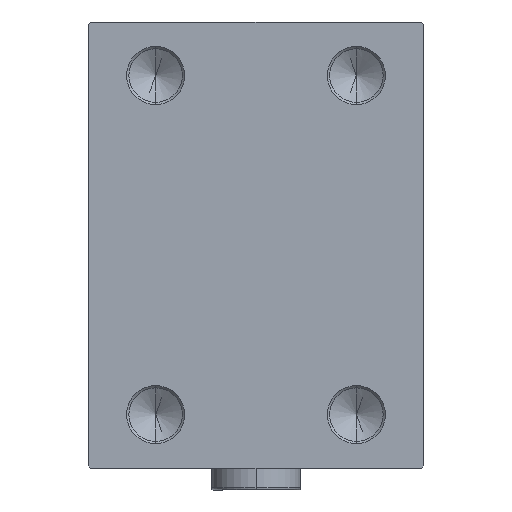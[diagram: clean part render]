
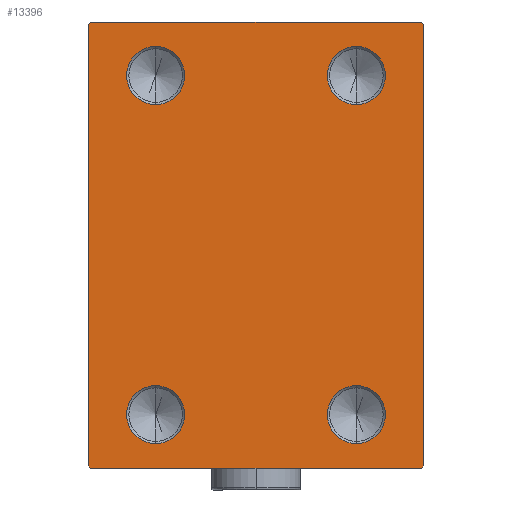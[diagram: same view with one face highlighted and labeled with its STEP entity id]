
A CAD part, left-side view. The second image highlights one B-rep face of the part: STEP entity #13396.
In plain terms, the highlighted face is planar.
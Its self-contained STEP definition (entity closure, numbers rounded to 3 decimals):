
#260 = EDGE_LOOP ( 'NONE', ( #38508, #45463 ) ) ;
#320 = VECTOR ( 'NONE', #45738, 1000. ) ;
#437 = VERTEX_POINT ( 'NONE', #18042 ) ;
#1031 = VECTOR ( 'NONE', #20676, 1000. ) ;
#1352 = LINE ( 'NONE', #21168, #320 ) ;
#1687 = ORIENTED_EDGE ( 'NONE', *, *, #18266, .T. ) ;
#1725 = DIRECTION ( 'NONE',  ( 0., 0., -1. ) ) ;
#1753 = DIRECTION ( 'NONE',  ( 0., 1., 0. ) ) ;
#2082 = DIRECTION ( 'NONE',  ( 1., 0., 0. ) ) ;
#2322 = CARTESIAN_POINT ( 'NONE',  ( 98., 22.5, 38. ) ) ;
#3842 = CARTESIAN_POINT ( 'NONE',  ( 98., 0., 0. ) ) ;
#5344 = VECTOR ( 'NONE', #1753, 1000. ) ;
#5532 = LINE ( 'NONE', #16404, #5344 ) ;
#5975 = DIRECTION ( 'NONE',  ( 0., 0., -1. ) ) ;
#6796 = LINE ( 'NONE', #32089, #22842 ) ;
#6964 = CARTESIAN_POINT ( 'NONE',  ( 98., 37.5, -50. ) ) ;
#7382 = FACE_BOUND ( 'NONE', #20524, .T. ) ;
#7827 = CARTESIAN_POINT ( 'NONE',  ( 98., -22.5, 31.5 ) ) ;
#8030 = VERTEX_POINT ( 'NONE', #18494 ) ;
#8472 = EDGE_CURVE ( 'NONE', #19199, #15996, #38486, .T. ) ;
#9066 = AXIS2_PLACEMENT_3D ( 'NONE', #30475, #15832, #22691 ) ;
#9262 = ORIENTED_EDGE ( 'NONE', *, *, #32877, .F. ) ;
#9827 = AXIS2_PLACEMENT_3D ( 'NONE', #42665, #10283, #18087 ) ;
#10050 = CARTESIAN_POINT ( 'NONE',  ( 98., 22.5, -44.5 ) ) ;
#10283 = DIRECTION ( 'NONE',  ( 1., 0., 0. ) ) ;
#11106 = CARTESIAN_POINT ( 'NONE',  ( 98., 37.5, -49.5 ) ) ;
#11451 = VERTEX_POINT ( 'NONE', #20607 ) ;
#11622 = CIRCLE ( 'NONE', #41072, 6.5 ) ;
#12042 = EDGE_LOOP ( 'NONE', ( #44728, #20840 ) ) ;
#12260 = EDGE_LOOP ( 'NONE', ( #17916, #39108, #43515, #28892, #40475, #30735, #1687, #31915 ) ) ;
#12409 = VERTEX_POINT ( 'NONE', #29578 ) ;
#13194 = DIRECTION ( 'NONE',  ( 0., 0., -1. ) ) ;
#13396 = ADVANCED_FACE ( 'NONE', ( #24880, #7382, #46609, #39522, #29353 ), #14232, .T. ) ;
#13607 = VERTEX_POINT ( 'NONE', #35148 ) ;
#14232 = PLANE ( 'NONE',  #40136 ) ;
#14272 = LINE ( 'NONE', #43107, #26328 ) ;
#14761 = EDGE_CURVE ( 'NONE', #11451, #28420, #6796, .T. ) ;
#14817 = VECTOR ( 'NONE', #45572, 1000. ) ;
#15832 = DIRECTION ( 'NONE',  ( 1., 0., 0. ) ) ;
#15996 = VERTEX_POINT ( 'NONE', #7827 ) ;
#16404 = CARTESIAN_POINT ( 'NONE',  ( 98., -37.5, -50. ) ) ;
#16625 = AXIS2_PLACEMENT_3D ( 'NONE', #34467, #2082, #45327 ) ;
#16668 = CIRCLE ( 'NONE', #37798, 6.5 ) ;
#16748 = DIRECTION ( 'NONE',  ( 1., 0., 0. ) ) ;
#17916 = ORIENTED_EDGE ( 'NONE', *, *, #14761, .T. ) ;
#18042 = CARTESIAN_POINT ( 'NONE',  ( 98., 22.5, 44.5 ) ) ;
#18087 = DIRECTION ( 'NONE',  ( 0., 0., -1. ) ) ;
#18266 = EDGE_CURVE ( 'NONE', #28080, #33131, #46422, .T. ) ;
#18494 = CARTESIAN_POINT ( 'NONE',  ( 98., -37.5, -49.5 ) ) ;
#18706 = EDGE_CURVE ( 'NONE', #42340, #12409, #11622, .T. ) ;
#19148 = DIRECTION ( 'NONE',  ( 0., 0., -1. ) ) ;
#19199 = VERTEX_POINT ( 'NONE', #20244 ) ;
#20244 = CARTESIAN_POINT ( 'NONE',  ( 98., -22.5, 44.5 ) ) ;
#20390 = CARTESIAN_POINT ( 'NONE',  ( 98., -37.5, 50. ) ) ;
#20524 = EDGE_LOOP ( 'NONE', ( #37624, #9262 ) ) ;
#20607 = CARTESIAN_POINT ( 'NONE',  ( 98., 37., 50. ) ) ;
#20676 = DIRECTION ( 'NONE',  ( 0., 0., 1. ) ) ;
#20840 = ORIENTED_EDGE ( 'NONE', *, *, #18706, .F. ) ;
#21168 = CARTESIAN_POINT ( 'NONE',  ( 98., -43.5, 43.5 ) ) ;
#21682 = EDGE_CURVE ( 'NONE', #31298, #28080, #36569, .T. ) ;
#22691 = DIRECTION ( 'NONE',  ( 0., 0., -1. ) ) ;
#22733 = EDGE_CURVE ( 'NONE', #28420, #23759, #1352, .T. ) ;
#22842 = VECTOR ( 'NONE', #28535, 1000. ) ;
#23531 = AXIS2_PLACEMENT_3D ( 'NONE', #44439, #26712, #19148 ) ;
#23579 = CARTESIAN_POINT ( 'NONE',  ( 98., 22.5, -38. ) ) ;
#23759 = VERTEX_POINT ( 'NONE', #28408 ) ;
#23771 = VECTOR ( 'NONE', #32312, 1000. ) ;
#23933 = CARTESIAN_POINT ( 'NONE',  ( 98., -22.5, 38. ) ) ;
#23940 = CARTESIAN_POINT ( 'NONE',  ( 98., -22.5, -31.5 ) ) ;
#24183 = CIRCLE ( 'NONE', #36268, 6.5 ) ;
#24285 = CARTESIAN_POINT ( 'NONE',  ( 98., -22.5, -44.5 ) ) ;
#24684 = DIRECTION ( 'NONE',  ( 0., 0.707, -0.707 ) ) ;
#24880 = FACE_BOUND ( 'NONE', #26701, .T. ) ;
#24914 = CIRCLE ( 'NONE', #16625, 6.5 ) ;
#25919 = EDGE_CURVE ( 'NONE', #23759, #8030, #30401, .T. ) ;
#26328 = VECTOR ( 'NONE', #24684, 1000. ) ;
#26701 = EDGE_LOOP ( 'NONE', ( #40083, #43549 ) ) ;
#26712 = DIRECTION ( 'NONE',  ( 1., 0., 0. ) ) ;
#27661 = VERTEX_POINT ( 'NONE', #41947 ) ;
#27827 = LINE ( 'NONE', #41793, #14817 ) ;
#28080 = VERTEX_POINT ( 'NONE', #11106 ) ;
#28243 = EDGE_CURVE ( 'NONE', #33131, #11451, #27827, .T. ) ;
#28408 = CARTESIAN_POINT ( 'NONE',  ( 98., -37.5, 49.5 ) ) ;
#28420 = VERTEX_POINT ( 'NONE', #30473 ) ;
#28535 = DIRECTION ( 'NONE',  ( 0., -1., 0. ) ) ;
#28892 = ORIENTED_EDGE ( 'NONE', *, *, #33585, .T. ) ;
#29353 = FACE_OUTER_BOUND ( 'NONE', #12260, .T. ) ;
#29578 = CARTESIAN_POINT ( 'NONE',  ( 98., 22.5, -31.5 ) ) ;
#30335 = CIRCLE ( 'NONE', #23531, 6.5 ) ;
#30401 = LINE ( 'NONE', #20390, #35116 ) ;
#30473 = CARTESIAN_POINT ( 'NONE',  ( 98., -37., 50. ) ) ;
#30475 = CARTESIAN_POINT ( 'NONE',  ( 98., -22.5, 38. ) ) ;
#30561 = DIRECTION ( 'NONE',  ( 0., 0., -1. ) ) ;
#30735 = ORIENTED_EDGE ( 'NONE', *, *, #21682, .T. ) ;
#31298 = VERTEX_POINT ( 'NONE', #44944 ) ;
#31696 = CIRCLE ( 'NONE', #9827, 6.5 ) ;
#31915 = ORIENTED_EDGE ( 'NONE', *, *, #28243, .T. ) ;
#32089 = CARTESIAN_POINT ( 'NONE',  ( 98., 37.5, 50. ) ) ;
#32284 = AXIS2_PLACEMENT_3D ( 'NONE', #23933, #34353, #30561 ) ;
#32312 = DIRECTION ( 'NONE',  ( 0., 0.707, 0.707 ) ) ;
#32877 = EDGE_CURVE ( 'NONE', #15996, #19199, #45866, .T. ) ;
#33023 = CARTESIAN_POINT ( 'NONE',  ( 98., 43.5, -43.5 ) ) ;
#33131 = VERTEX_POINT ( 'NONE', #33594 ) ;
#33585 = EDGE_CURVE ( 'NONE', #8030, #13607, #14272, .T. ) ;
#33594 = CARTESIAN_POINT ( 'NONE',  ( 98., 37.5, 49.5 ) ) ;
#33759 = VERTEX_POINT ( 'NONE', #23940 ) ;
#34302 = EDGE_CURVE ( 'NONE', #33759, #35224, #24914, .T. ) ;
#34353 = DIRECTION ( 'NONE',  ( 1., 0., 0. ) ) ;
#34467 = CARTESIAN_POINT ( 'NONE',  ( 98., -22.5, -38. ) ) ;
#35116 = VECTOR ( 'NONE', #5975, 1000. ) ;
#35148 = CARTESIAN_POINT ( 'NONE',  ( 98., -37., -50. ) ) ;
#35224 = VERTEX_POINT ( 'NONE', #24285 ) ;
#36268 = AXIS2_PLACEMENT_3D ( 'NONE', #23579, #37973, #38192 ) ;
#36569 = LINE ( 'NONE', #33023, #23771 ) ;
#37624 = ORIENTED_EDGE ( 'NONE', *, *, #8472, .F. ) ;
#37640 = DIRECTION ( 'NONE',  ( 1., 0., 0. ) ) ;
#37798 = AXIS2_PLACEMENT_3D ( 'NONE', #2322, #16748, #13194 ) ;
#37973 = DIRECTION ( 'NONE',  ( 1., 0., 0. ) ) ;
#38192 = DIRECTION ( 'NONE',  ( 0., 0., -1. ) ) ;
#38486 = CIRCLE ( 'NONE', #9066, 6.5 ) ;
#38508 = ORIENTED_EDGE ( 'NONE', *, *, #34302, .F. ) ;
#39108 = ORIENTED_EDGE ( 'NONE', *, *, #22733, .T. ) ;
#39522 = FACE_BOUND ( 'NONE', #12042, .T. ) ;
#39983 = EDGE_CURVE ( 'NONE', #12409, #42340, #24183, .T. ) ;
#40035 = EDGE_CURVE ( 'NONE', #35224, #33759, #31696, .T. ) ;
#40083 = ORIENTED_EDGE ( 'NONE', *, *, #46031, .F. ) ;
#40136 = AXIS2_PLACEMENT_3D ( 'NONE', #3842, #43066, #46369 ) ;
#40475 = ORIENTED_EDGE ( 'NONE', *, *, #40719, .T. ) ;
#40719 = EDGE_CURVE ( 'NONE', #13607, #31298, #5532, .T. ) ;
#41072 = AXIS2_PLACEMENT_3D ( 'NONE', #44976, #37640, #1725 ) ;
#41361 = EDGE_CURVE ( 'NONE', #27661, #437, #16668, .T. ) ;
#41793 = CARTESIAN_POINT ( 'NONE',  ( 98., 43.5, 43.5 ) ) ;
#41947 = CARTESIAN_POINT ( 'NONE',  ( 98., 22.5, 31.5 ) ) ;
#42340 = VERTEX_POINT ( 'NONE', #10050 ) ;
#42665 = CARTESIAN_POINT ( 'NONE',  ( 98., -22.5, -38. ) ) ;
#43066 = DIRECTION ( 'NONE',  ( 1., 0., 0. ) ) ;
#43107 = CARTESIAN_POINT ( 'NONE',  ( 98., -43.5, -43.5 ) ) ;
#43515 = ORIENTED_EDGE ( 'NONE', *, *, #25919, .T. ) ;
#43549 = ORIENTED_EDGE ( 'NONE', *, *, #41361, .F. ) ;
#44439 = CARTESIAN_POINT ( 'NONE',  ( 98., 22.5, 38. ) ) ;
#44728 = ORIENTED_EDGE ( 'NONE', *, *, #39983, .F. ) ;
#44944 = CARTESIAN_POINT ( 'NONE',  ( 98., 37., -50. ) ) ;
#44976 = CARTESIAN_POINT ( 'NONE',  ( 98., 22.5, -38. ) ) ;
#45327 = DIRECTION ( 'NONE',  ( 0., 0., -1. ) ) ;
#45463 = ORIENTED_EDGE ( 'NONE', *, *, #40035, .F. ) ;
#45572 = DIRECTION ( 'NONE',  ( 0., -0.707, 0.707 ) ) ;
#45738 = DIRECTION ( 'NONE',  ( 0., -0.707, -0.707 ) ) ;
#45866 = CIRCLE ( 'NONE', #32284, 6.5 ) ;
#46031 = EDGE_CURVE ( 'NONE', #437, #27661, #30335, .T. ) ;
#46369 = DIRECTION ( 'NONE',  ( 0., 0., -1. ) ) ;
#46422 = LINE ( 'NONE', #6964, #1031 ) ;
#46609 = FACE_BOUND ( 'NONE', #260, .T. ) ;
